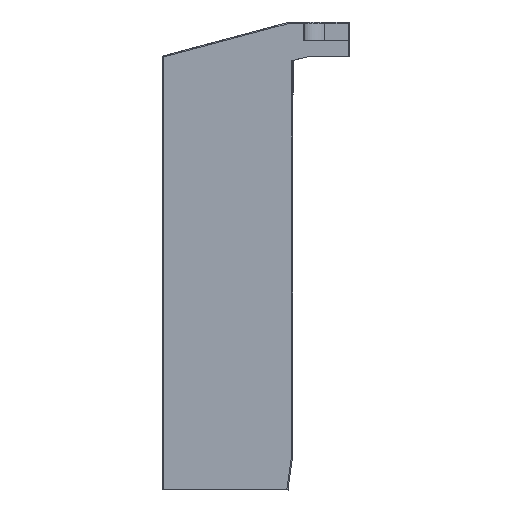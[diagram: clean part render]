
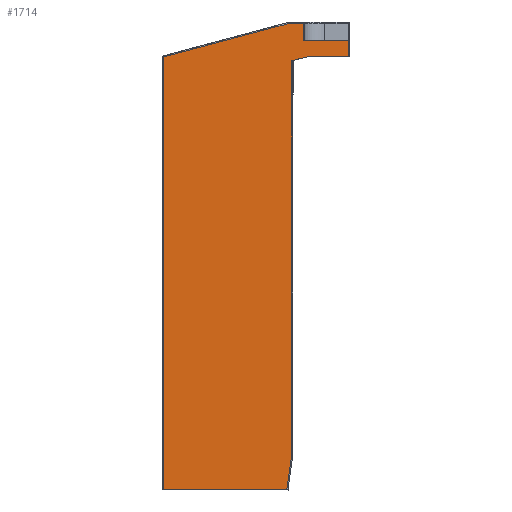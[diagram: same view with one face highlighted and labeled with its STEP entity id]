
A CAD part, front view. The second image highlights one B-rep face of the part: STEP entity #1714.
In plain terms, the highlighted planar face has unit normal (0, -1, 0).
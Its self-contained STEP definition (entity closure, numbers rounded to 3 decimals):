
#290=B_SPLINE_CURVE_WITH_KNOTS('',3,(#31541,#31542,#31543,#31544),
 .UNSPECIFIED.,.F.,.F.,(4,4),(0.,1.),.UNSPECIFIED.);
#1714=ADVANCED_FACE('',(#3390),#2541,.T.);
#2541=PLANE('',#21236);
#3390=FACE_OUTER_BOUND('',#4459,.T.);
#4459=EDGE_LOOP('',(#8272,#8273,#8274,#8275,#8276,#8277,#8278,#8279,#8280,
#8281,#8282));
#8272=ORIENTED_EDGE('',*,*,#14673,.T.);
#8273=ORIENTED_EDGE('',*,*,#14619,.F.);
#8274=ORIENTED_EDGE('',*,*,#14613,.T.);
#8275=ORIENTED_EDGE('',*,*,#14629,.T.);
#8276=ORIENTED_EDGE('',*,*,#14595,.T.);
#8277=ORIENTED_EDGE('',*,*,#14643,.T.);
#8278=ORIENTED_EDGE('',*,*,#14647,.T.);
#8279=ORIENTED_EDGE('',*,*,#14674,.T.);
#8280=ORIENTED_EDGE('',*,*,#14675,.F.);
#8281=ORIENTED_EDGE('',*,*,#14651,.T.);
#8282=ORIENTED_EDGE('',*,*,#14672,.T.);
#12083=VERTEX_POINT('',#31413);
#12084=VERTEX_POINT('',#31415);
#12097=VERTEX_POINT('',#31454);
#12098=VERTEX_POINT('',#31455);
#12103=VERTEX_POINT('',#31467);
#12114=VERTEX_POINT('',#31517);
#12117=VERTEX_POINT('',#31526);
#12120=VERTEX_POINT('',#31540);
#12121=VERTEX_POINT('',#31545);
#12134=VERTEX_POINT('',#31692);
#12135=VERTEX_POINT('',#31697);
#14595=EDGE_CURVE('',#12083,#12084,#17200,.T.);
#14613=EDGE_CURVE('',#12097,#12098,#17211,.T.);
#14619=EDGE_CURVE('',#12097,#12103,#17213,.T.);
#14629=EDGE_CURVE('',#12098,#12083,#17220,.T.);
#14643=EDGE_CURVE('',#12084,#12114,#17225,.T.);
#14647=EDGE_CURVE('',#12114,#12117,#17226,.T.);
#14651=EDGE_CURVE('',#12121,#12120,#290,.T.);
#14672=EDGE_CURVE('',#12120,#12134,#17232,.T.);
#14673=EDGE_CURVE('',#12134,#12103,#17233,.T.);
#14674=EDGE_CURVE('',#12117,#12135,#17234,.T.);
#14675=EDGE_CURVE('',#12121,#12135,#17235,.T.);
#17200=LINE('',#31416,#19551);
#17211=LINE('',#31453,#19562);
#17213=LINE('',#31466,#19564);
#17220=LINE('',#31484,#19571);
#17225=LINE('',#31518,#19576);
#17226=LINE('',#31527,#19577);
#17232=LINE('',#31693,#19583);
#17233=LINE('',#31695,#19584);
#17234=LINE('',#31696,#19585);
#17235=LINE('',#31698,#19586);
#19551=VECTOR('',#24744,1.);
#19562=VECTOR('',#24783,1.);
#19564=VECTOR('',#24795,1.);
#19571=VECTOR('',#24814,1.);
#19576=VECTOR('',#24847,1.);
#19577=VECTOR('',#24858,1.);
#19583=VECTOR('',#24883,1.);
#19584=VECTOR('',#24886,1.);
#19585=VECTOR('',#24887,1.);
#19586=VECTOR('',#24888,1.);
#21236=AXIS2_PLACEMENT_3D('',#31699,#24889,#24890);
#24744=DIRECTION('',(0.,0.,1.));
#24783=DIRECTION('',(0.,0.,1.));
#24795=DIRECTION('',(-1.,0.,0.));
#24814=DIRECTION('',(-1.,0.,0.));
#24847=DIRECTION('',(-1.,0.,0.));
#24858=DIRECTION('',(-0.966,0.,-0.259));
#24883=DIRECTION('',(0.,0.,1.));
#24886=DIRECTION('',(0.966,0.,0.259));
#24887=DIRECTION('',(0.,0.,-1.));
#24888=DIRECTION('',(-1.,0.,0.));
#24889=DIRECTION('',(0.,-1.,0.));
#24890=DIRECTION('',(1.,0.,0.));
#31413=CARTESIAN_POINT('',(-8.1,-79.833,19.802));
#31415=CARTESIAN_POINT('',(-8.1,-79.833,22.802));
#31416=CARTESIAN_POINT('',(-8.1,-79.833,19.802));
#31453=CARTESIAN_POINT('',(-0.4,-79.833,17.002));
#31454=CARTESIAN_POINT('',(-0.4,-79.833,17.002));
#31455=CARTESIAN_POINT('',(-0.4,-79.833,19.802));
#31466=CARTESIAN_POINT('',(-0.4,-79.833,17.002));
#31467=CARTESIAN_POINT('',(-7.5,-79.833,17.002));
#31484=CARTESIAN_POINT('',(-0.4,-79.833,19.802));
#31517=CARTESIAN_POINT('',(-10.474,-79.833,22.802));
#31518=CARTESIAN_POINT('',(-8.1,-79.833,22.802));
#31526=CARTESIAN_POINT('',(-32.3,-79.833,16.953));
#31527=CARTESIAN_POINT('',(-10.474,-79.833,22.802));
#31540=CARTESIAN_POINT('',(-10.211,-79.833,-51.785));
#31541=CARTESIAN_POINT('',(-11.022,-79.833,-57.798));
#31542=CARTESIAN_POINT('',(-10.752,-79.833,-55.794));
#31543=CARTESIAN_POINT('',(-10.481,-79.833,-53.789));
#31544=CARTESIAN_POINT('',(-10.211,-79.833,-51.785));
#31545=CARTESIAN_POINT('',(-11.022,-79.833,-57.798));
#31692=CARTESIAN_POINT('',(-10.211,-79.833,16.275));
#31693=CARTESIAN_POINT('',(-10.211,-79.833,-51.785));
#31695=CARTESIAN_POINT('',(-10.211,-79.833,16.275));
#31696=CARTESIAN_POINT('',(-32.3,-79.833,16.953));
#31697=CARTESIAN_POINT('',(-32.3,-79.833,-57.798));
#31698=CARTESIAN_POINT('',(-11.022,-79.833,-57.798));
#31699=CARTESIAN_POINT('',(0.,-79.833,-7.498));
